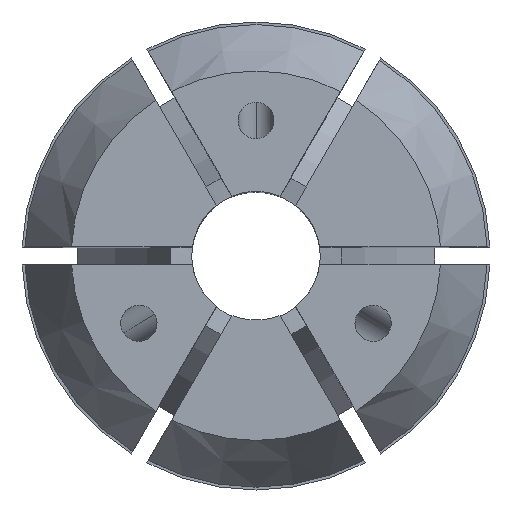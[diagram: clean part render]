
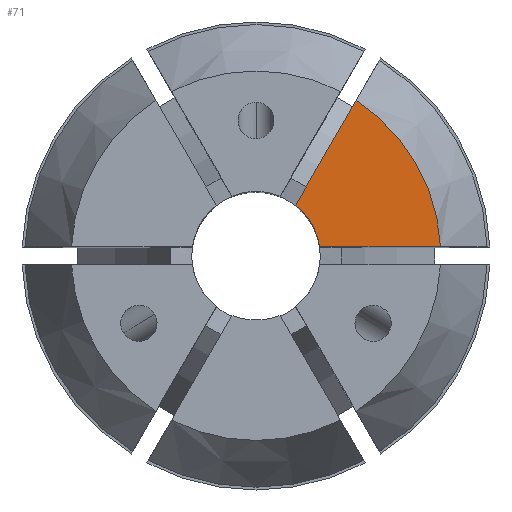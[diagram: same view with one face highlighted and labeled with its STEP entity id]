
A CAD part, top view. The second image highlights one B-rep face of the part: STEP entity #71.
In plain terms, the highlighted planar face has unit normal (0, 0, 1).
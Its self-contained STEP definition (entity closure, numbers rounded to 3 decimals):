
#1 = ORIENTED_EDGE ( 'NONE', *, *, #932, .F. ) ;
#30 = ORIENTED_EDGE ( 'NONE', *, *, #3142, .F. ) ;
#31 = CARTESIAN_POINT ( 'NONE',  ( 0., 0., 34. ) ) ;
#71 = ADVANCED_FACE ( 'NONE', ( #983 ), #3974, .T. ) ;
#95 = CARTESIAN_POINT ( 'NONE',  ( 0., 10.263, 34. ) ) ;
#144 = AXIS2_PLACEMENT_3D ( 'NONE', #95, #4020, #2349 ) ;
#173 = EDGE_CURVE ( 'NONE', #2948, #523, #1071, .T. ) ;
#273 = VERTEX_POINT ( 'NONE', #3693 ) ;
#307 = VECTOR ( 'NONE', #3375, 1000. ) ;
#348 = DIRECTION ( 'NONE',  ( 0., 0., 1. ) ) ;
#404 = CIRCLE ( 'NONE', #2498, 3.572 ) ;
#463 = EDGE_CURVE ( 'NONE', #523, #1527, #2711, .T. ) ;
#523 = VERTEX_POINT ( 'NONE', #3631 ) ;
#684 = CARTESIAN_POINT ( 'NONE',  ( 0., 0.5, 34. ) ) ;
#932 = EDGE_CURVE ( 'NONE', #273, #2948, #404, .T. ) ;
#983 = FACE_OUTER_BOUND ( 'NONE', #2421, .T. ) ;
#1071 = LINE ( 'NONE', #4074, #307 ) ;
#1527 = VERTEX_POINT ( 'NONE', #2257 ) ;
#1591 = VECTOR ( 'NONE', #3591, 1000. ) ;
#2257 = CARTESIAN_POINT ( 'NONE',  ( 10.251, 0.5, 34. ) ) ;
#2349 = DIRECTION ( 'NONE',  ( 1., 0., 0. ) ) ;
#2383 = LINE ( 'NONE', #684, #1591 ) ;
#2421 = EDGE_LOOP ( 'NONE', ( #3507, #1, #30, #4090 ) ) ;
#2498 = AXIS2_PLACEMENT_3D ( 'NONE', #31, #348, #2913 ) ;
#2614 = DIRECTION ( 'NONE',  ( -1., 0., 0. ) ) ;
#2711 = CIRCLE ( 'NONE', #3469, 10.263 ) ;
#2913 = DIRECTION ( 'NONE',  ( 1., 0., 0. ) ) ;
#2917 = CARTESIAN_POINT ( 'NONE',  ( 0., 0., 34. ) ) ;
#2948 = VERTEX_POINT ( 'NONE', #3515 ) ;
#3142 = EDGE_CURVE ( 'NONE', #1527, #273, #2383, .T. ) ;
#3375 = DIRECTION ( 'NONE',  ( 0.5, 0.866, 0. ) ) ;
#3469 = AXIS2_PLACEMENT_3D ( 'NONE', #2917, #3594, #2614 ) ;
#3507 = ORIENTED_EDGE ( 'NONE', *, *, #173, .F. ) ;
#3515 = CARTESIAN_POINT ( 'NONE',  ( 2.201, 2.813, 34. ) ) ;
#3591 = DIRECTION ( 'NONE',  ( -1., 0., 0. ) ) ;
#3594 = DIRECTION ( 'NONE',  ( 0., 0., -1. ) ) ;
#3631 = CARTESIAN_POINT ( 'NONE',  ( 5.558, 8.627, 34. ) ) ;
#3693 = CARTESIAN_POINT ( 'NONE',  ( 3.537, 0.5, 34. ) ) ;
#3974 = PLANE ( 'NONE',  #144 ) ;
#4020 = DIRECTION ( 'NONE',  ( 0., 0., 1. ) ) ;
#4074 = CARTESIAN_POINT ( 'NONE',  ( 4.877, 7.447, 34. ) ) ;
#4090 = ORIENTED_EDGE ( 'NONE', *, *, #463, .F. ) ;
